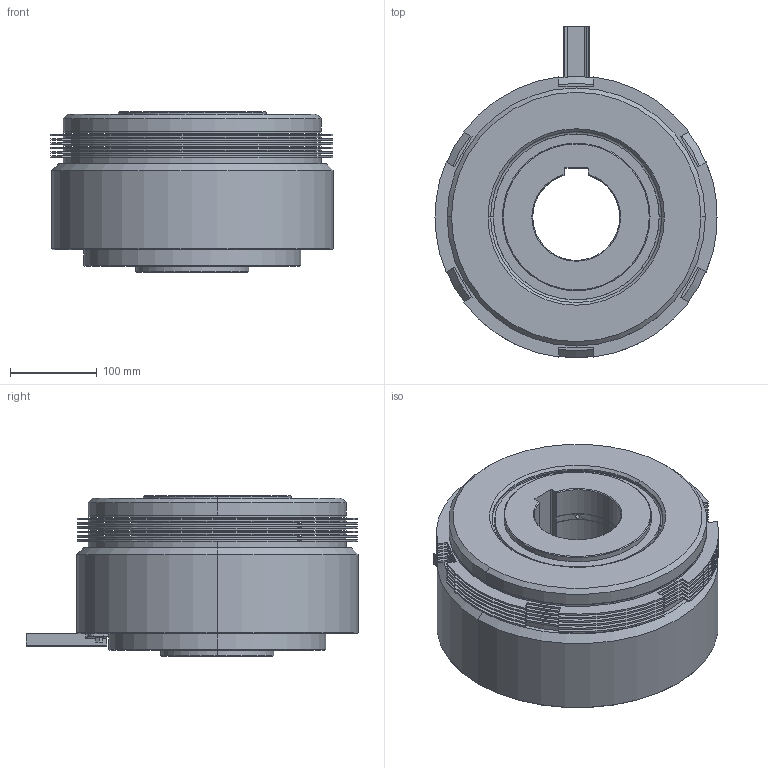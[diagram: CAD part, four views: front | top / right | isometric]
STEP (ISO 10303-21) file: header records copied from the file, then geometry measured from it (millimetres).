
FILE_DESCRIPTION (( 'STEP AP203' ), '1' );
FILE_NAME ('MWC 250_237012_湿式多板電磁クラッチ組立.STEP', '2016-03-31T01:25:25', ( ' ' ), ( '' ), 'SwSTEP 2.0', 'SolidWorks 2009', '' );
FILE_SCHEMA (( 'CONFIG_CONTROL_DESIGN' ));
Length unit declared in the file: millimetre
Products named in the file (1): MWC 250_237012_湿式多板電磁クラッチ組立
Bounding box: 324.5 x 382 x 185 mm (x, y, z)
Volume: 11234256 mm3; surface area: 1213735 mm2
Topology: 2 solids, 9 shells, 455 faces, 1166 edges, 764 vertices
Faces by surface type: cylinder 215, plane 210, cone 28, torus 2
Entity records: 14629 total; most frequent: CARTESIAN_POINT 3184, DIRECTION 2434, ORIENTED_EDGE 2332, EDGE_CURVE 1166, AXIS2_PLACEMENT_3D 886, VERTEX_POINT 764, VECTOR 662, LINE 662
